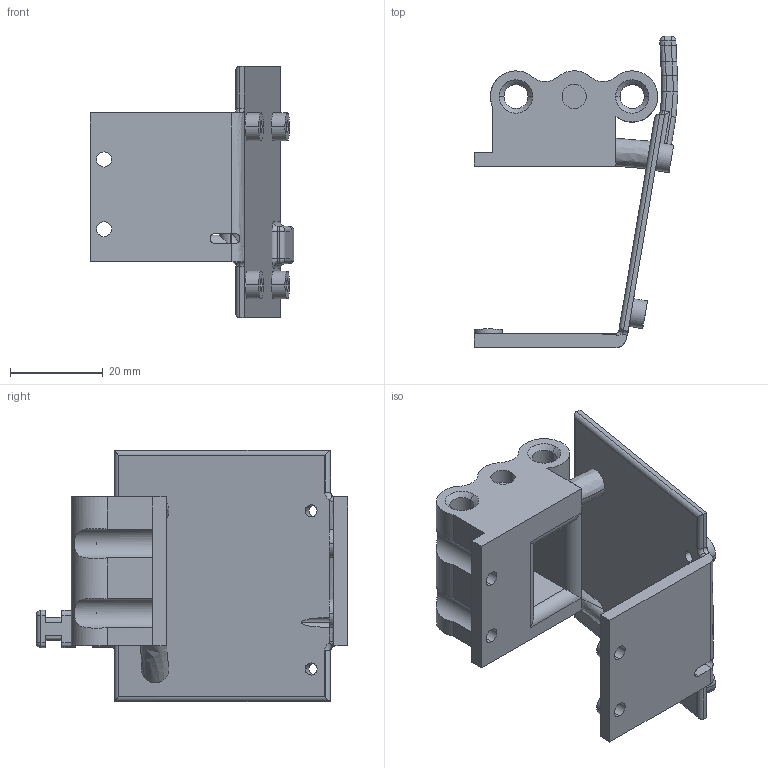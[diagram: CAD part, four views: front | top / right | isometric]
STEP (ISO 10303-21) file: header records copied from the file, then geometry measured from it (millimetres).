
FILE_DESCRIPTION (( 'STEP AP214' ), '1' );
FILE_NAME ('BIQU_H2_Bracket.STEP', '2021-08-15T09:41:25', ( '' ), ( '' ), 'SwSTEP 2.0', 'SolidWorks 2020', '' );
FILE_SCHEMA (( 'AUTOMOTIVE_DESIGN' ));
Length unit declared in the file: millimetre
Products named in the file (1): BIQU_H2_Bracket
Bounding box: 43.82 x 67 x 54 mm (x, y, z)
Volume: 23168.5 mm3; surface area: 15480.8 mm2
Topology: 1 solids, 1 shells, 193 faces, 501 edges, 308 vertices
Faces by surface type: cylinder 76, plane 61, bspline 36, torus 10, sphere 6, cone 4
Entity records: 7125 total; most frequent: CARTESIAN_POINT 2660, ORIENTED_EDGE 990, DIRECTION 836, EDGE_CURVE 495, AXIS2_PLACEMENT_3D 315, VERTEX_POINT 308, EDGE_LOOP 219, VECTOR 206
